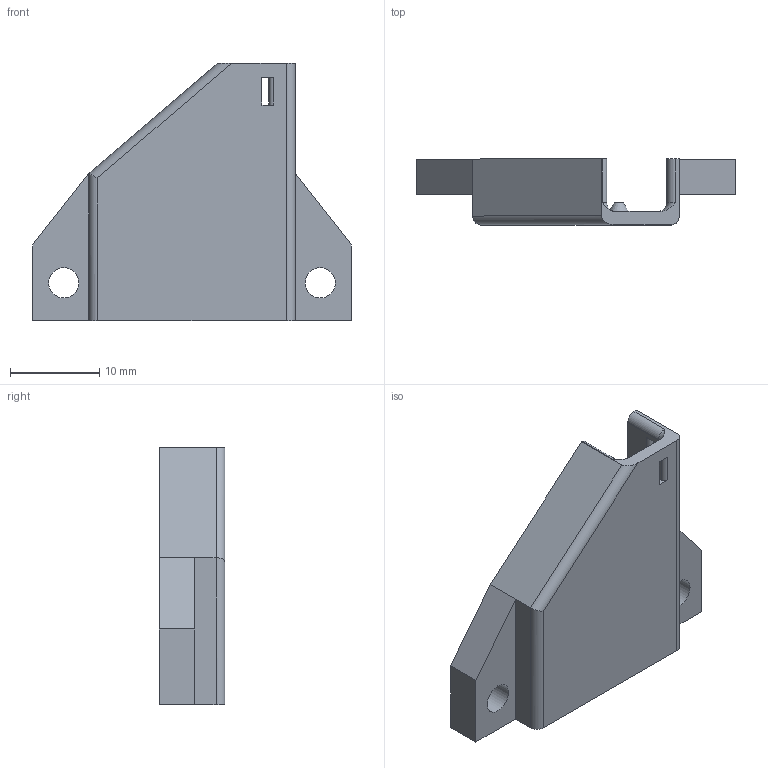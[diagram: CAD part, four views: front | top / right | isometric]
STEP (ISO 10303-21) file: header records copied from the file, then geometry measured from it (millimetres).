
FILE_DESCRIPTION(/* description */ (''),/* implementation_level */ '2;1');
FILE_NAME(/* name */ 'Switch_Strap modded v1.step',/* time_stamp */ '2023-09-16T02:36:54+02:00',/* author */ (''),/* organization */ (''),/* preprocessor_version */ 'ST-DEVELOPER v20',/* originating_system */ 'Autodesk Translation Framework v12.9.0.99',/* authorisation */ '');
FILE_SCHEMA (('AUTOMOTIVE_DESIGN { 1 0 10303 214 3 1 1 }'));
Length unit declared in the file: millimetre
Products named in the file (1): Switch_Strap modded
Bounding box: 35.8 x 7.4 x 28.9 mm (x, y, z)
Volume: 1894.5 mm3; surface area: 2487.9 mm2
Topology: 1 solids, 1 shells, 54 faces, 147 edges, 91 vertices
Faces by surface type: plane 28, cylinder 16, bspline 6, torus 2, cone 2
Full cylindrical faces by diameter (mm): 3.4 x2
Entity records: 1833 total; most frequent: CARTESIAN_POINT 453, ORIENTED_EDGE 282, DIRECTION 265, EDGE_CURVE 141, LINE 95, VECTOR 95, VERTEX_POINT 91, AXIS2_PLACEMENT_3D 85
